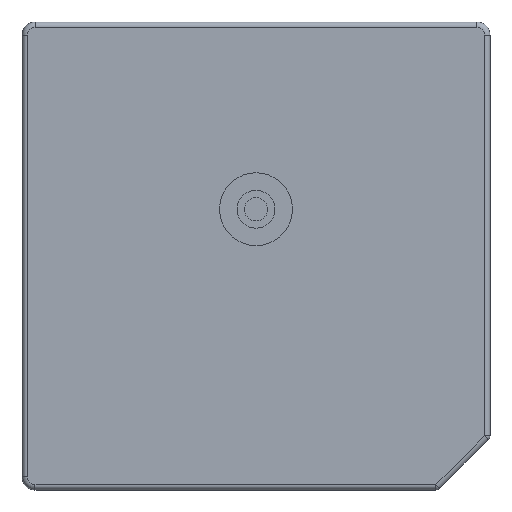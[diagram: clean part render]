
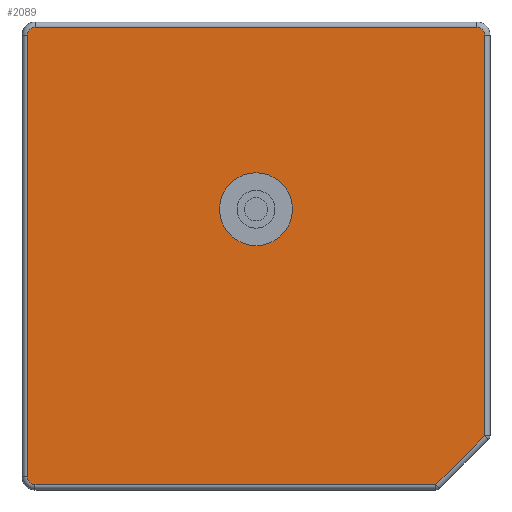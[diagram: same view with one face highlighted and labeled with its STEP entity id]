
A CAD part, front view. The second image highlights one B-rep face of the part: STEP entity #2089.
In plain terms, the highlighted planar face has unit normal (0, -1, 0).
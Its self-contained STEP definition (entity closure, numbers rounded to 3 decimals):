
#412 = DIRECTION ( 'NONE',  ( 0., 1., 0. ) ) ;
#493 = EDGE_CURVE ( 'NONE', #19981, #11593, #21018, .T. ) ;
#1157 = CARTESIAN_POINT ( 'NONE',  ( 8.5, 0., 8.5 ) ) ;
#1551 = FACE_BOUND ( 'NONE', #18272, .T. ) ;
#1898 = ORIENTED_EDGE ( 'NONE', *, *, #9535, .T. ) ;
#2089 = ADVANCED_FACE ( 'NONE', ( #3520, #1551 ), #16893, .F. ) ;
#2188 = ORIENTED_EDGE ( 'NONE', *, *, #8796, .T. ) ;
#2319 = CARTESIAN_POINT ( 'NONE',  ( 8.8, 0., 8.5 ) ) ;
#3104 = VECTOR ( 'NONE', #7442, 1000. ) ;
#3520 = FACE_OUTER_BOUND ( 'NONE', #24087, .T. ) ;
#3643 = DIRECTION ( 'NONE',  ( 0., 1., 0. ) ) ;
#3758 = CARTESIAN_POINT ( 'NONE',  ( 8.8, 0., 8.5 ) ) ;
#3798 = CARTESIAN_POINT ( 'NONE',  ( 8.5, 0., -8.8 ) ) ;
#3838 = ORIENTED_EDGE ( 'NONE', *, *, #22205, .T. ) ;
#3923 = VERTEX_POINT ( 'NONE', #16426 ) ;
#3933 = DIRECTION ( 'NONE',  ( 0., -1., 0. ) ) ;
#3979 = CARTESIAN_POINT ( 'NONE',  ( -8.5, 0., -8.8 ) ) ;
#4201 = CIRCLE ( 'NONE', #4993, 1.4 ) ;
#4582 = AXIS2_PLACEMENT_3D ( 'NONE', #16721, #16598, #18326 ) ;
#4643 = VECTOR ( 'NONE', #18902, 1000. ) ;
#4814 = DIRECTION ( 'NONE',  ( 0., 0., -1. ) ) ;
#4993 = AXIS2_PLACEMENT_3D ( 'NONE', #13291, #412, #17487 ) ;
#5302 = LINE ( 'NONE', #3798, #24477 ) ;
#5481 = VECTOR ( 'NONE', #23141, 1000. ) ;
#5622 = CARTESIAN_POINT ( 'NONE',  ( 8.5, 0., 8.5 ) ) ;
#6058 = CARTESIAN_POINT ( 'NONE',  ( 16.359, 0., 0.641 ) ) ;
#6562 = EDGE_CURVE ( 'NONE', #12465, #21224, #12369, .T. ) ;
#6653 = ORIENTED_EDGE ( 'NONE', *, *, #493, .T. ) ;
#6895 = VERTEX_POINT ( 'NONE', #18680 ) ;
#7442 = DIRECTION ( 'NONE',  ( -1., 0., 0. ) ) ;
#7475 = DIRECTION ( 'NONE',  ( 0., 0., 1. ) ) ;
#7637 = DIRECTION ( 'NONE',  ( 1., 0., 0. ) ) ;
#8502 = AXIS2_PLACEMENT_3D ( 'NONE', #5622, #3643, #7475 ) ;
#8796 = EDGE_CURVE ( 'NONE', #15505, #19981, #19672, .T. ) ;
#8929 = EDGE_CURVE ( 'NONE', #23520, #15505, #5302, .T. ) ;
#9455 = CARTESIAN_POINT ( 'NONE',  ( -8.8, 0., 8.5 ) ) ;
#9535 = EDGE_CURVE ( 'NONE', #6895, #3923, #24185, .T. ) ;
#9869 = VECTOR ( 'NONE', #4814, 1000. ) ;
#9896 = ORIENTED_EDGE ( 'NONE', *, *, #14049, .T. ) ;
#9952 = CIRCLE ( 'NONE', #11131, 0.3 ) ;
#10426 = DIRECTION ( 'NONE',  ( 0., -1., 0. ) ) ;
#10697 = ORIENTED_EDGE ( 'NONE', *, *, #22914, .T. ) ;
#10782 = EDGE_CURVE ( 'NONE', #19298, #19019, #4201, .T. ) ;
#11131 = AXIS2_PLACEMENT_3D ( 'NONE', #20905, #3933, #17303 ) ;
#11593 = VERTEX_POINT ( 'NONE', #3758 ) ;
#12096 = CIRCLE ( 'NONE', #4582, 1.4 ) ;
#12369 = LINE ( 'NONE', #14101, #9869 ) ;
#12465 = VERTEX_POINT ( 'NONE', #9455 ) ;
#12592 = ORIENTED_EDGE ( 'NONE', *, *, #10782, .T. ) ;
#12679 = ORIENTED_EDGE ( 'NONE', *, *, #16237, .T. ) ;
#13291 = CARTESIAN_POINT ( 'NONE',  ( 0., 0., 1.8 ) ) ;
#13780 = CARTESIAN_POINT ( 'NONE',  ( 6.917, 0., -8.8 ) ) ;
#13870 = AXIS2_PLACEMENT_3D ( 'NONE', #1157, #10426, #23942 ) ;
#14049 = EDGE_CURVE ( 'NONE', #19019, #19298, #12096, .T. ) ;
#14101 = CARTESIAN_POINT ( 'NONE',  ( -8.8, 0., 8.5 ) ) ;
#14761 = CARTESIAN_POINT ( 'NONE',  ( 8.5, 0., 8.8 ) ) ;
#15505 = VERTEX_POINT ( 'NONE', #13780 ) ;
#16086 = CIRCLE ( 'NONE', #16857, 0.3 ) ;
#16237 = EDGE_CURVE ( 'NONE', #3923, #12465, #16086, .T. ) ;
#16426 = CARTESIAN_POINT ( 'NONE',  ( -8.5, 0., 8.8 ) ) ;
#16598 = DIRECTION ( 'NONE',  ( 0., 1., 0. ) ) ;
#16721 = CARTESIAN_POINT ( 'NONE',  ( 0., 0., 1.8 ) ) ;
#16857 = AXIS2_PLACEMENT_3D ( 'NONE', #24358, #22493, #22367 ) ;
#16893 = PLANE ( 'NONE',  #8502 ) ;
#17303 = DIRECTION ( 'NONE',  ( 0., 0., 1. ) ) ;
#17487 = DIRECTION ( 'NONE',  ( 0., 0., 1. ) ) ;
#18272 = EDGE_LOOP ( 'NONE', ( #9896, #12592 ) ) ;
#18326 = DIRECTION ( 'NONE',  ( 0., 0., 1. ) ) ;
#18680 = CARTESIAN_POINT ( 'NONE',  ( 8.5, 0., 8.8 ) ) ;
#18902 = DIRECTION ( 'NONE',  ( 0., 0., 1. ) ) ;
#19019 = VERTEX_POINT ( 'NONE', #19183 ) ;
#19148 = CARTESIAN_POINT ( 'NONE',  ( -8.8, 0., -8.5 ) ) ;
#19161 = CARTESIAN_POINT ( 'NONE',  ( 8.8, 0., -6.917 ) ) ;
#19183 = CARTESIAN_POINT ( 'NONE',  ( 0., 0., 3.2 ) ) ;
#19298 = VERTEX_POINT ( 'NONE', #21637 ) ;
#19672 = LINE ( 'NONE', #6058, #5481 ) ;
#19831 = ORIENTED_EDGE ( 'NONE', *, *, #6562, .T. ) ;
#19981 = VERTEX_POINT ( 'NONE', #19161 ) ;
#20580 = CIRCLE ( 'NONE', #13870, 0.3 ) ;
#20905 = CARTESIAN_POINT ( 'NONE',  ( -8.5, 0., -8.5 ) ) ;
#21018 = LINE ( 'NONE', #2319, #4643 ) ;
#21224 = VERTEX_POINT ( 'NONE', #19148 ) ;
#21637 = CARTESIAN_POINT ( 'NONE',  ( 0., 0., 0.4 ) ) ;
#22205 = EDGE_CURVE ( 'NONE', #21224, #23520, #9952, .T. ) ;
#22367 = DIRECTION ( 'NONE',  ( 0., 0., 1. ) ) ;
#22493 = DIRECTION ( 'NONE',  ( 0., -1., 0. ) ) ;
#22914 = EDGE_CURVE ( 'NONE', #11593, #6895, #20580, .T. ) ;
#23117 = ORIENTED_EDGE ( 'NONE', *, *, #8929, .T. ) ;
#23141 = DIRECTION ( 'NONE',  ( 0.707, 0., 0.707 ) ) ;
#23520 = VERTEX_POINT ( 'NONE', #3979 ) ;
#23942 = DIRECTION ( 'NONE',  ( 0., 0., 1. ) ) ;
#24087 = EDGE_LOOP ( 'NONE', ( #3838, #23117, #2188, #6653, #10697, #1898, #12679, #19831 ) ) ;
#24185 = LINE ( 'NONE', #14761, #3104 ) ;
#24358 = CARTESIAN_POINT ( 'NONE',  ( -8.5, 0., 8.5 ) ) ;
#24477 = VECTOR ( 'NONE', #7637, 1000. ) ;
